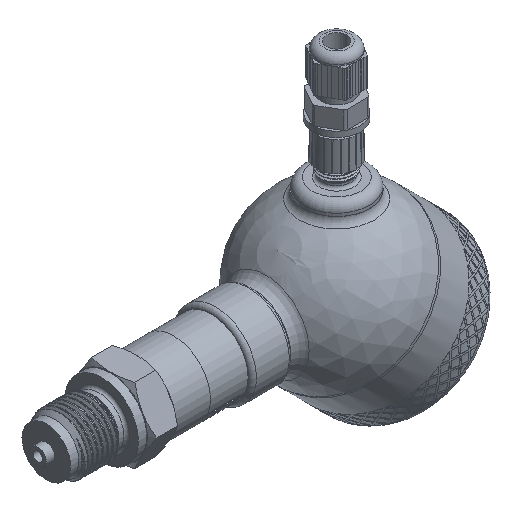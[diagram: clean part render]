
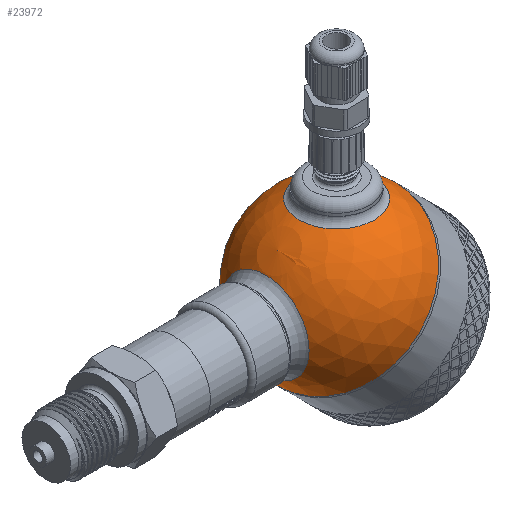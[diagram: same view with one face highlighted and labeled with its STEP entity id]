
A CAD part, isometric view. The second image highlights one B-rep face of the part: STEP entity #23972.
In plain terms, the highlighted spherical face has radius 30 mm.
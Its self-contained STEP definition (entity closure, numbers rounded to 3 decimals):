
#56=SPHERICAL_SURFACE('',#25419,30.);
#111=FACE_BOUND('',#3426,.T.);
#112=FACE_BOUND('',#3427,.T.);
#1862=FACE_OUTER_BOUND('',#3425,.T.);
#3425=EDGE_LOOP('',(#17476,#17477,#17478,#17479));
#3426=EDGE_LOOP('',(#17480));
#3427=EDGE_LOOP('',(#17481));
#4844=CIRCLE('',#25341,30.);
#4845=CIRCLE('',#25342,30.);
#4872=CIRCLE('',#25415,13.5);
#4875=CIRCLE('',#25420,30.);
#4876=CIRCLE('',#25421,15.643);
#9416=VERTEX_POINT('',#34039);
#9417=VERTEX_POINT('',#34041);
#9916=VERTEX_POINT('',#40428);
#9918=VERTEX_POINT('',#40435);
#9919=VERTEX_POINT('',#40437);
#11986=EDGE_CURVE('',#9416,#9417,#4844,.T.);
#11987=EDGE_CURVE('',#9417,#9416,#4845,.T.);
#12738=EDGE_CURVE('',#9916,#9916,#4872,.T.);
#12741=EDGE_CURVE('',#9417,#9918,#4875,.T.);
#12742=EDGE_CURVE('',#9919,#9919,#4876,.T.);
#17476=ORIENTED_EDGE('',*,*,#11987,.F.);
#17477=ORIENTED_EDGE('',*,*,#12741,.T.);
#17478=ORIENTED_EDGE('',*,*,#12741,.F.);
#17479=ORIENTED_EDGE('',*,*,#11986,.F.);
#17480=ORIENTED_EDGE('',*,*,#12742,.F.);
#17481=ORIENTED_EDGE('',*,*,#12738,.F.);
#23972=ADVANCED_FACE('',(#1862,#111,#112),#56,.T.);
#25341=AXIS2_PLACEMENT_3D('',#34042,#26639,#26640);
#25342=AXIS2_PLACEMENT_3D('',#34043,#26641,#26642);
#25415=AXIS2_PLACEMENT_3D('',#40429,#27051,#27052);
#25419=AXIS2_PLACEMENT_3D('',#40434,#27059,#27060);
#25420=AXIS2_PLACEMENT_3D('',#40436,#27061,#27062);
#25421=AXIS2_PLACEMENT_3D('',#40438,#27063,#27064);
#26639=DIRECTION('center_axis',(1.,0.,0.));
#26640=DIRECTION('ref_axis',(0.,1.,0.));
#26641=DIRECTION('center_axis',(1.,0.,0.));
#26642=DIRECTION('ref_axis',(0.,1.,0.));
#27051=DIRECTION('center_axis',(-0.707,0.,-0.707));
#27052=DIRECTION('ref_axis',(-0.707,0.,0.707));
#27059=DIRECTION('center_axis',(1.,0.,0.));
#27060=DIRECTION('ref_axis',(0.,-1.,0.));
#27061=DIRECTION('center_axis',(0.,0.,1.));
#27062=DIRECTION('ref_axis',(0.,1.,0.));
#27063=DIRECTION('center_axis',(-0.707,0.,0.707));
#27064=DIRECTION('ref_axis',(0.707,0.,0.707));
#34039=CARTESIAN_POINT('',(0.,-30.,0.));
#34041=CARTESIAN_POINT('',(0.,30.,0.));
#34042=CARTESIAN_POINT('Origin',(0.,0.,0.));
#34043=CARTESIAN_POINT('Origin',(0.,0.,0.));
#40428=CARTESIAN_POINT('',(-9.398,0.,-28.49));
#40429=CARTESIAN_POINT('Origin',(-18.944,0.,-18.944));
#40434=CARTESIAN_POINT('Origin',(0.,0.,0.));
#40435=CARTESIAN_POINT('',(-30.,0.,0.));
#40436=CARTESIAN_POINT('Origin',(0.,0.,0.));
#40437=CARTESIAN_POINT('',(-29.162,0.,7.04));
#40438=CARTESIAN_POINT('Origin',(-18.101,0.,18.101));
